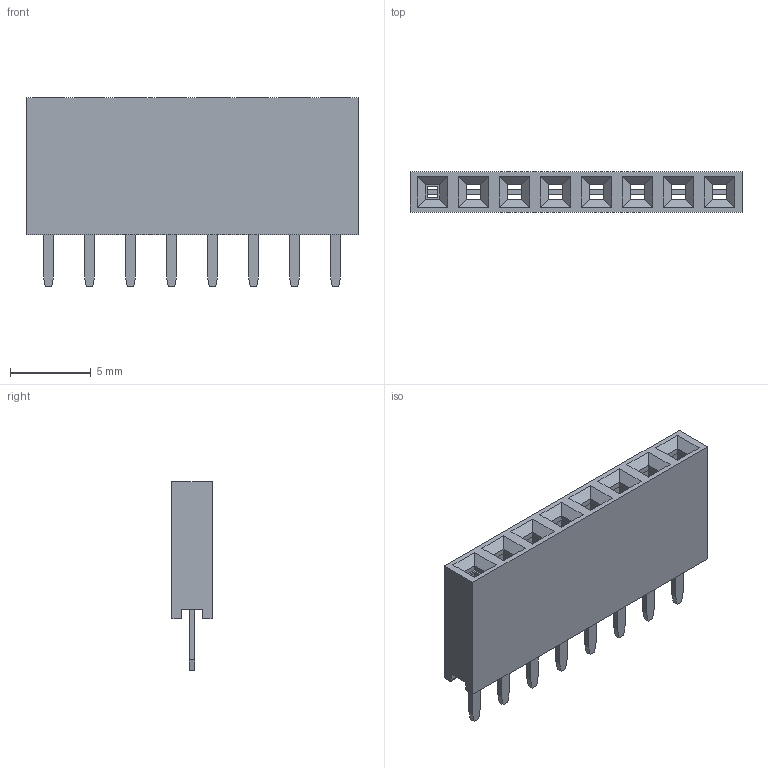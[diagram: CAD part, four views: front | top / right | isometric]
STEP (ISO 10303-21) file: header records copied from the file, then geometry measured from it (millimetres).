
FILE_DESCRIPTION(('FreeCAD Model'),'2;1');
FILE_NAME('1.step', '2017-03-03T22:56:10',('Author'),(''), 'Open CASCADE STEP processor 6.8','FreeCAD','Unknown');
FILE_SCHEMA(('AUTOMOTIVE_DESIGN_CC2 { 1 2 10303 214 -1 1 5 4 }'));
Length unit declared in the file: millimetre
Products named in the file (2): ASSEMBLY; 1
Assembly tree (1 placements, depth 2):
  ASSEMBLY
    1
Bounding box: 20.57 x 2.5 x 11.7 mm (x, y, z)
Volume: 191.2 mm3; surface area: 1084.5 mm2
Topology: 1 solids, 1 shells, 286 faces, 810 edges, 520 vertices
Faces by surface type: plane 252, cylinder 34
Entity records: 24688 total; most frequent: CARTESIAN_POINT 6514, DIRECTION 2936, LINE 2158, VECTOR 2158, ORIENTED_EDGE 1620, PCURVE 1620, DEFINITIONAL_REPRESENTATION 1620, EDGE_CURVE 810
